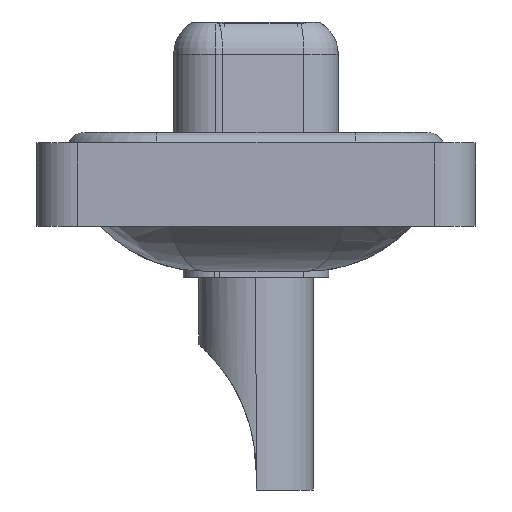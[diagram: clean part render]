
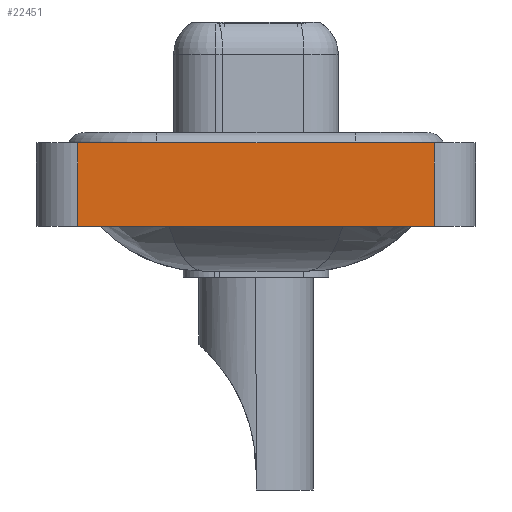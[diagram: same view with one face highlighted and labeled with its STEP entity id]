
A CAD part, left-side view. The second image highlights one B-rep face of the part: STEP entity #22451.
In plain terms, the highlighted planar face has unit normal (-1, 0, 0).
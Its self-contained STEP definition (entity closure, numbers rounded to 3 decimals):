
#526 = CARTESIAN_POINT ( 'NONE',  ( -7.35, -8.55, 0.4 ) ) ;
#871 = EDGE_CURVE ( 'NONE', #17978, #21516, #23370, .T. ) ;
#1441 = EDGE_CURVE ( 'NONE', #17623, #10194, #21933, .T. ) ;
#1756 = CARTESIAN_POINT ( 'NONE',  ( -7.35, -8.55, -3.6 ) ) ;
#2026 = DIRECTION ( 'NONE',  ( 0., -1., 0. ) ) ;
#2958 = DIRECTION ( 'NONE',  ( 0., 0., 1. ) ) ;
#3598 = EDGE_CURVE ( 'NONE', #17623, #17978, #18287, .T. ) ;
#3786 = CARTESIAN_POINT ( 'NONE',  ( -7.35, -8.55, 0.4 ) ) ;
#4720 = CARTESIAN_POINT ( 'NONE',  ( -7.35, 8.55, -3.6 ) ) ;
#5072 = ORIENTED_EDGE ( 'NONE', *, *, #871, .T. ) ;
#5889 = PLANE ( 'NONE',  #17811 ) ;
#6105 = ORIENTED_EDGE ( 'NONE', *, *, #1441, .F. ) ;
#7611 = CARTESIAN_POINT ( 'NONE',  ( -7.35, 8.55, -3.6 ) ) ;
#8031 = LINE ( 'NONE', #3786, #21764 ) ;
#9148 = ORIENTED_EDGE ( 'NONE', *, *, #17133, .F. ) ;
#9419 = DIRECTION ( 'NONE',  ( -1., 0., 0. ) ) ;
#10194 = VERTEX_POINT ( 'NONE', #24584 ) ;
#10264 = DIRECTION ( 'NONE',  ( 0., 0., 1. ) ) ;
#10398 = VECTOR ( 'NONE', #10264, 1000. ) ;
#14049 = CARTESIAN_POINT ( 'NONE',  ( -7.35, -8.55, -3.6 ) ) ;
#14522 = CARTESIAN_POINT ( 'NONE',  ( -7.35, -8.55, -3.6 ) ) ;
#15237 = VECTOR ( 'NONE', #2958, 1000. ) ;
#16003 = VECTOR ( 'NONE', #22180, 1000. ) ;
#17133 = EDGE_CURVE ( 'NONE', #10194, #21516, #8031, .T. ) ;
#17623 = VERTEX_POINT ( 'NONE', #7611 ) ;
#17811 = AXIS2_PLACEMENT_3D ( 'NONE', #1756, #9419, #24784 ) ;
#17978 = VERTEX_POINT ( 'NONE', #19528 ) ;
#18287 = LINE ( 'NONE', #14522, #16003 ) ;
#18672 = EDGE_LOOP ( 'NONE', ( #5072, #9148, #6105, #23795 ) ) ;
#19528 = CARTESIAN_POINT ( 'NONE',  ( -7.35, -8.55, -3.6 ) ) ;
#21516 = VERTEX_POINT ( 'NONE', #526 ) ;
#21764 = VECTOR ( 'NONE', #2026, 1000. ) ;
#21933 = LINE ( 'NONE', #4720, #15237 ) ;
#22180 = DIRECTION ( 'NONE',  ( 0., -1., 0. ) ) ;
#22451 = ADVANCED_FACE ( 'NONE', ( #23129 ), #5889, .T. ) ;
#23129 = FACE_OUTER_BOUND ( 'NONE', #18672, .T. ) ;
#23370 = LINE ( 'NONE', #14049, #10398 ) ;
#23795 = ORIENTED_EDGE ( 'NONE', *, *, #3598, .T. ) ;
#24584 = CARTESIAN_POINT ( 'NONE',  ( -7.35, 8.55, 0.4 ) ) ;
#24784 = DIRECTION ( 'NONE',  ( 0., 0., 1. ) ) ;
